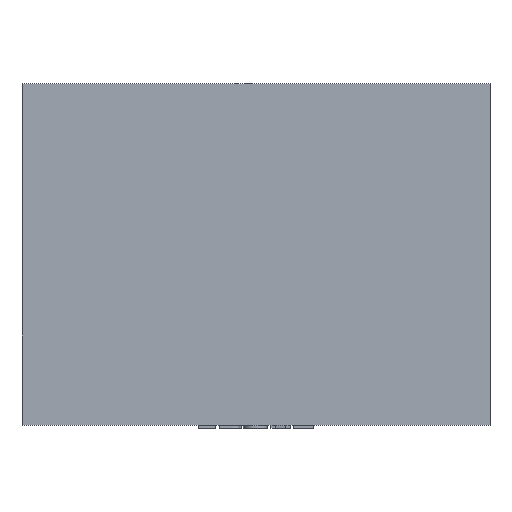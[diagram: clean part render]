
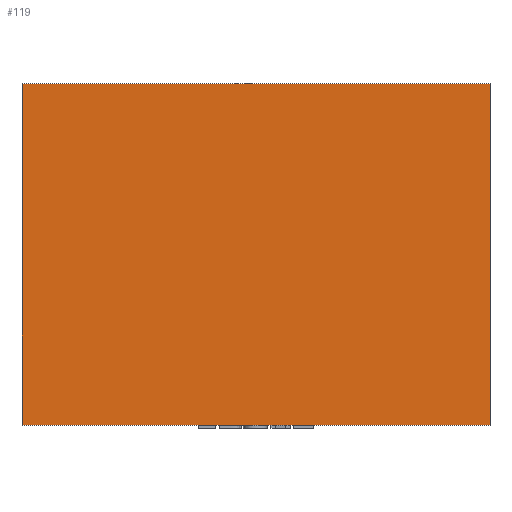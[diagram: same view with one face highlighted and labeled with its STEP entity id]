
A CAD part, top view. The second image highlights one B-rep face of the part: STEP entity #119.
In plain terms, the highlighted planar face has unit normal (0, 0, 1).
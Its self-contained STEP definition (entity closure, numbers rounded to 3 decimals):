
#119 = ADVANCED_FACE( '', ( #395 ), #396, .F. );
#395 = FACE_OUTER_BOUND( '', #1656, .T. );
#396 = PLANE( '', #1657 );
#1656 = EDGE_LOOP( '', ( #3625, #3626, #3627, #3628 ) );
#1657 = AXIS2_PLACEMENT_3D( '', #3629, #3630, #3631 );
#3625 = ORIENTED_EDGE( '', *, *, #4697, .T. );
#3626 = ORIENTED_EDGE( '', *, *, #4499, .F. );
#3627 = ORIENTED_EDGE( '', *, *, #4698, .F. );
#3628 = ORIENTED_EDGE( '', *, *, #4695, .T. );
#3629 = CARTESIAN_POINT( '', ( 234.95, -171.45, 53.975 ) );
#3630 = DIRECTION( '', ( 0., 0., -1. ) );
#3631 = DIRECTION( '', ( -1., 0., 0. ) );
#4499 = EDGE_CURVE( '', #4978, #4976, #4980, .T. );
#4695 = EDGE_CURVE( '', #5305, #5303, #5306, .T. );
#4697 = EDGE_CURVE( '', #5303, #4976, #5308, .T. );
#4698 = EDGE_CURVE( '', #5305, #4978, #5309, .T. );
#4976 = VERTEX_POINT( '', #5773 );
#4978 = VERTEX_POINT( '', #5776 );
#4980 = LINE( '', #5779, #5780 );
#5303 = VERTEX_POINT( '', #6662 );
#5305 = VERTEX_POINT( '', #6665 );
#5306 = LINE( '', #6666, #6667 );
#5308 = LINE( '', #6670, #6671 );
#5309 = LINE( '', #6672, #6673 );
#5773 = CARTESIAN_POINT( '', ( -234.95, 171.45, 53.975 ) );
#5776 = CARTESIAN_POINT( '', ( -234.95, -171.45, 53.975 ) );
#5779 = CARTESIAN_POINT( '', ( -234.95, -171.45, 53.975 ) );
#5780 = VECTOR( '', #7439, 1000. );
#6662 = CARTESIAN_POINT( '', ( 234.95, 171.45, 53.975 ) );
#6665 = CARTESIAN_POINT( '', ( 234.95, -171.45, 53.975 ) );
#6666 = CARTESIAN_POINT( '', ( 234.95, -171.45, 53.975 ) );
#6667 = VECTOR( '', #7700, 1000. );
#6670 = CARTESIAN_POINT( '', ( 234.95, 171.45, 53.975 ) );
#6671 = VECTOR( '', #7702, 1000. );
#6672 = CARTESIAN_POINT( '', ( 234.95, -171.45, 53.975 ) );
#6673 = VECTOR( '', #7703, 1000. );
#7439 = DIRECTION( '', ( 0., 1., 0. ) );
#7700 = DIRECTION( '', ( 0., 1., 0. ) );
#7702 = DIRECTION( '', ( -1., 0., 0. ) );
#7703 = DIRECTION( '', ( -1., 0., 0. ) );
